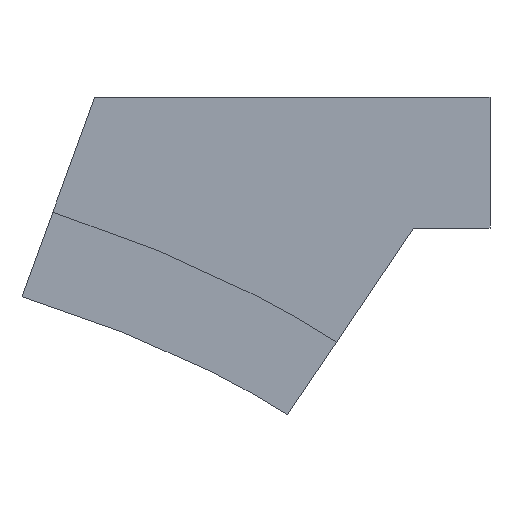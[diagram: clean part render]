
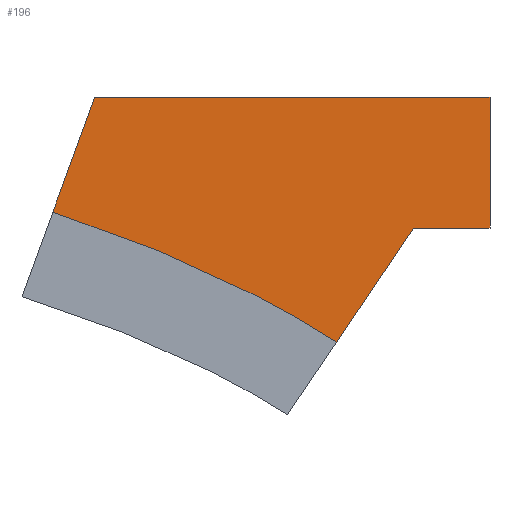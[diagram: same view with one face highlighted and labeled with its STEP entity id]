
A CAD part, front view. The second image highlights one B-rep face of the part: STEP entity #196.
In plain terms, the highlighted planar face has unit normal (0, -1, 0).
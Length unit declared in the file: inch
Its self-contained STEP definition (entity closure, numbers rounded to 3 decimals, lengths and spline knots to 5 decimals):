
#25=FACE_OUTER_BOUND('',#36,.T.);
#36=EDGE_LOOP('',(#161,#162,#163,#164,#165,#166));
#51=B_SPLINE_CURVE_WITH_KNOTS('',3,(#437,#438,#439,#440,#441,#442,#443),
 .UNSPECIFIED.,.F.,.F.,(4,1,1,1,4),(2.27395,2.35644,2.45522,
2.55277,2.62087),.UNSPECIFIED.);
#58=LINE('',#279,#73);
#60=LINE('',#303,#75);
#61=LINE('',#395,#76);
#63=LINE('',#446,#78);
#64=LINE('',#447,#79);
#73=VECTOR('',#234,0.3937);
#75=VECTOR('',#238,0.3937);
#76=VECTOR('',#241,0.3937);
#78=VECTOR('',#245,0.3937);
#79=VECTOR('',#246,0.3937);
#88=VERTEX_POINT('',#276);
#89=VERTEX_POINT('',#278);
#92=VERTEX_POINT('',#296);
#96=VERTEX_POINT('',#394);
#98=VERTEX_POINT('',#430);
#99=VERTEX_POINT('',#445);
#107=EDGE_CURVE('',#89,#88,#58,.T.);
#112=EDGE_CURVE('',#88,#92,#60,.T.);
#118=EDGE_CURVE('',#89,#96,#61,.T.);
#122=EDGE_CURVE('',#92,#98,#51,.T.);
#123=EDGE_CURVE('',#98,#99,#63,.T.);
#124=EDGE_CURVE('',#99,#96,#64,.T.);
#161=ORIENTED_EDGE('',*,*,#107,.T.);
#162=ORIENTED_EDGE('',*,*,#112,.T.);
#163=ORIENTED_EDGE('',*,*,#122,.T.);
#164=ORIENTED_EDGE('',*,*,#123,.T.);
#165=ORIENTED_EDGE('',*,*,#124,.T.);
#166=ORIENTED_EDGE('',*,*,#118,.F.);
#185=PLANE('',#218);
#196=ADVANCED_FACE('',(#25),#185,.T.);
#218=AXIS2_PLACEMENT_3D('',#444,#243,#244);
#234=DIRECTION('',(-1.,0.,0.));
#238=DIRECTION('',(-0.342,0.,-0.94));
#241=DIRECTION('',(0.,0.,-1.));
#243=DIRECTION('center_axis',(0.,-1.,0.));
#244=DIRECTION('ref_axis',(-1.,0.,0.));
#245=DIRECTION('',(0.559,0.,0.829));
#246=DIRECTION('',(1.,0.,0.));
#276=CARTESIAN_POINT('',(48.25785,8.,31.));
#278=CARTESIAN_POINT('',(71.,8.,31.));
#279=CARTESIAN_POINT('',(71.,8.,31.));
#296=CARTESIAN_POINT('',(45.85386,8.,24.39509));
#303=CARTESIAN_POINT('',(51.12504,8.,38.87755));
#394=CARTESIAN_POINT('',(71.,8.,23.47791));
#395=CARTESIAN_POINT('',(71.,8.,39.5001));
#430=CARTESIAN_POINT('',(62.16341,8.,16.91159));
#437=CARTESIAN_POINT('Ctrl Pts',(45.85386,8.,24.39509));
#438=CARTESIAN_POINT('Ctrl Pts',(47.36433,8.,23.89941));
#439=CARTESIAN_POINT('Ctrl Pts',(50.57963,8.,22.75631));
#440=CARTESIAN_POINT('Ctrl Pts',(55.14723,8.,20.82474));
#441=CARTESIAN_POINT('Ctrl Pts',(59.06396,8.,18.82302));
#442=CARTESIAN_POINT('Ctrl Pts',(61.28839,8.,17.47966));
#443=CARTESIAN_POINT('Ctrl Pts',(62.16341,8.,16.91159));
#444=CARTESIAN_POINT('Origin',(71.,8.,39.5001));
#445=CARTESIAN_POINT('',(66.59245,8.,23.47791));
#446=CARTESIAN_POINT('',(67.37295,8.,24.63505));
#447=CARTESIAN_POINT('',(68.79622,8.,23.47791));
